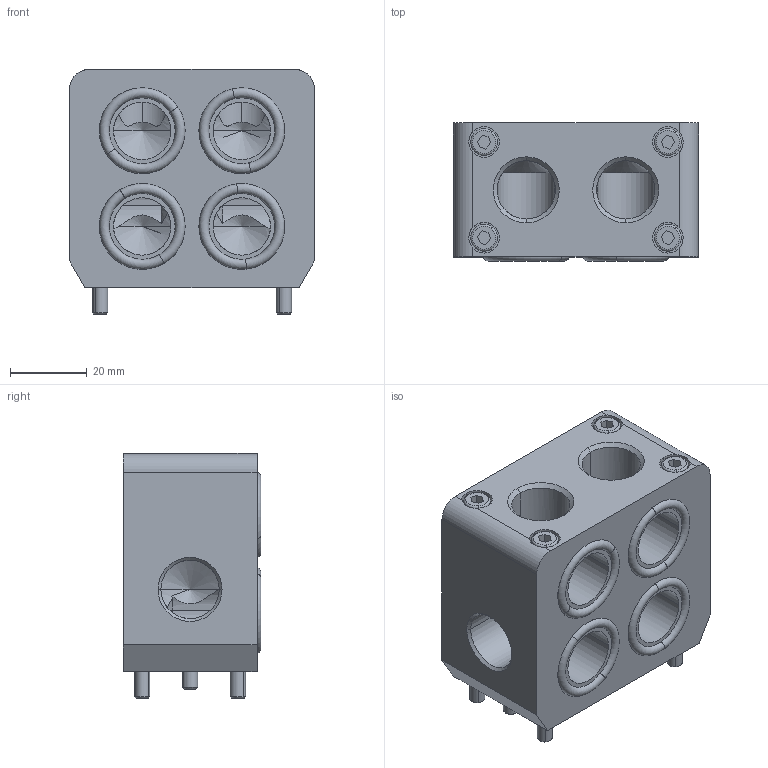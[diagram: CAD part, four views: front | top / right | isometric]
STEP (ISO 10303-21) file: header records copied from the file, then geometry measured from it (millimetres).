
FILE_DESCRIPTION (( 'STEP AP203' ), '1' );
FILE_NAME ('P1325-4.STEP', '2020-06-02T10:34:01', ( '' ), ( '' ), 'SwSTEP 2.0', 'SolidWorks 2019', '' );
FILE_SCHEMA (( 'CONFIG_CONTROL_DESIGN' ));
Length unit declared in the file: millimetre
Products named in the file (1): P1325-4
Bounding box: 64 x 36.02 x 64 mm (x, y, z)
Volume: 98894.3 mm3; surface area: 31252.6 mm2
Topology: 11 solids, 11 shells, 218 faces, 514 edges, 312 vertices
Faces by surface type: cylinder 82, plane 64, cone 48, torus 24
Entity records: 6809 total; most frequent: CARTESIAN_POINT 1665, DIRECTION 1126, ORIENTED_EDGE 996, EDGE_CURVE 498, AXIS2_PLACEMENT_3D 453, VERTEX_POINT 312, EDGE_LOOP 252, CIRCLE 234
